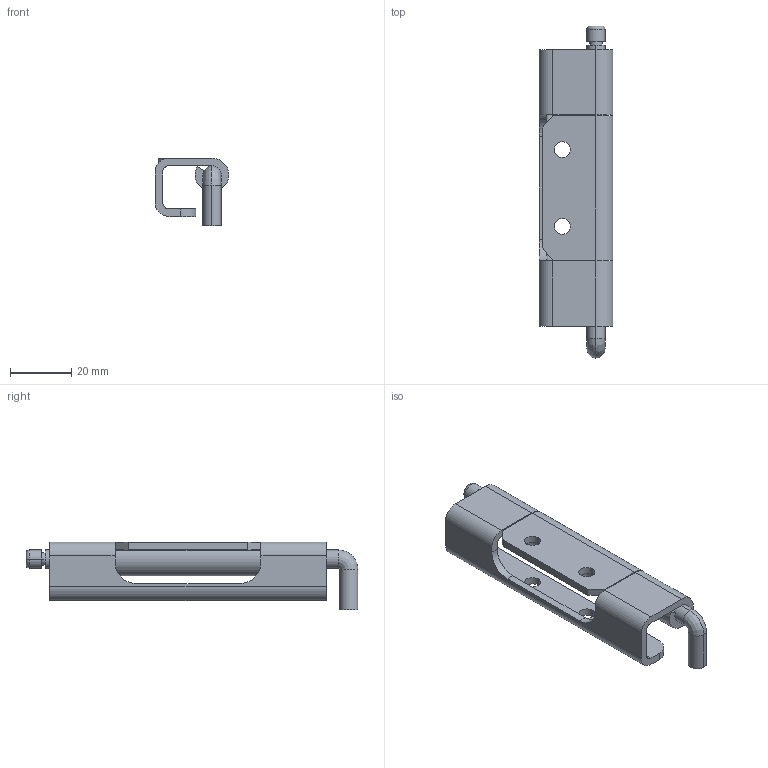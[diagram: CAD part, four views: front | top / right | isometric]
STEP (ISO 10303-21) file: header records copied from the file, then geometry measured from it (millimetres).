
FILE_DESCRIPTION(/* description */ (''),/* implementation_level */ '2;1');
FILE_NAME(/* name */ 'JL283-4',/* time_stamp */ '2024-10-10T08:36:18+08:00',/* author */ (''),/* organization */ (''),/* preprocessor_version */ 'ST-DEVELOPER v19.2',/* originating_system */ 'Rhino 8.5',/* authorisation */ '');
FILE_SCHEMA (('CONFIG_CONTROL_DESIGN'));
Length unit declared in the file: millimetre
Products named in the file (1): Document
Bounding box: 24 x 108 x 22.05 mm (x, y, z)
Volume: 16416.1 mm3; surface area: 14406.5 mm2
Topology: 3 solids, 3 shells, 66 faces, 168 edges, 110 vertices
Faces by surface type: cylinder 32, plane 30, bspline 4
Entity records: 2190 total; most frequent: CARTESIAN_POINT 689, ORIENTED_EDGE 336, DIRECTION 195, EDGE_CURVE 168, AXIS2_PLACEMENT_3D 125, VERTEX_POINT 110, EDGE_LOOP 76, B_SPLINE_CURVE_WITH_KNOTS 68
